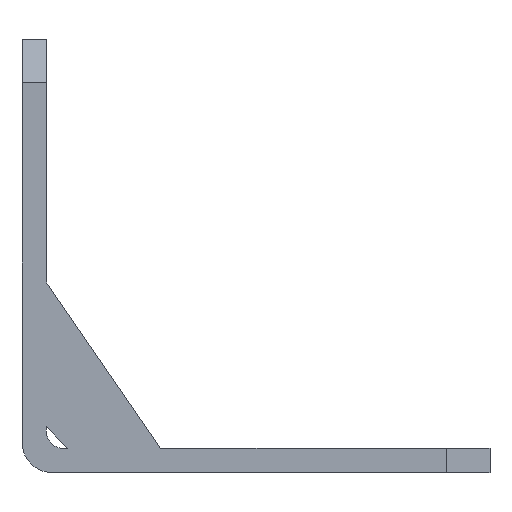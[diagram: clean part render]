
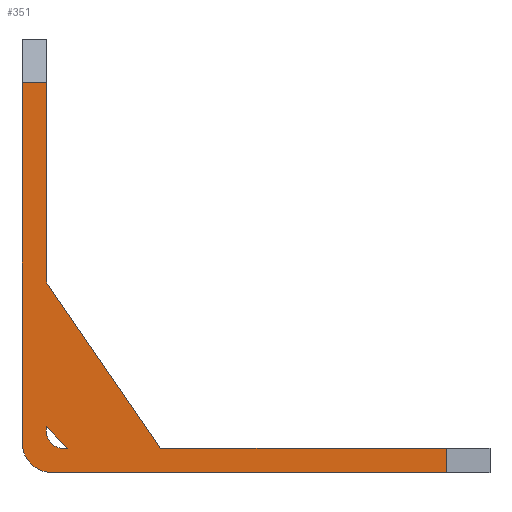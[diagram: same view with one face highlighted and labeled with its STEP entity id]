
A CAD part, left-side view. The second image highlights one B-rep face of the part: STEP entity #351.
In plain terms, the highlighted planar face has unit normal (-1, 0, 0).
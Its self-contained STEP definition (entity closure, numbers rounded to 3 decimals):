
#34 = ORIENTED_EDGE ( 'NONE', *, *, #356, .F. ) ;
#37 = VECTOR ( 'NONE', #375, 1000. ) ;
#76 = CARTESIAN_POINT ( 'NONE',  ( -25., -5.3, 2.8 ) ) ;
#85 = ORIENTED_EDGE ( 'NONE', *, *, #944, .F. ) ;
#87 = CARTESIAN_POINT ( 'NONE',  ( -25., -49., 2.8 ) ) ;
#98 = VERTEX_POINT ( 'NONE', #1084 ) ;
#105 = VERTEX_POINT ( 'NONE', #334 ) ;
#116 = CARTESIAN_POINT ( 'NONE',  ( -25., -2.8, 2.8 ) ) ;
#141 = CARTESIAN_POINT ( 'NONE',  ( -25., -4.8, 4.8 ) ) ;
#148 = CIRCLE ( 'NONE', #279, 3.5 ) ;
#170 = LINE ( 'NONE', #76, #744 ) ;
#171 = DIRECTION ( 'NONE',  ( 1., 0., 0. ) ) ;
#179 = CARTESIAN_POINT ( 'NONE',  ( -25., -3.5, 3.5 ) ) ;
#180 = VERTEX_POINT ( 'NONE', #454 ) ;
#183 = FACE_OUTER_BOUND ( 'NONE', #302, .T. ) ;
#186 = EDGE_CURVE ( 'NONE', #1354, #666, #1009, .T. ) ;
#187 = DIRECTION ( 'NONE',  ( 0., -1., 0. ) ) ;
#262 = VECTOR ( 'NONE', #924, 1000. ) ;
#266 = VERTEX_POINT ( 'NONE', #388 ) ;
#268 = CARTESIAN_POINT ( 'NONE',  ( -25., -2.8, 4.8 ) ) ;
#279 = AXIS2_PLACEMENT_3D ( 'NONE', #179, #703, #817 ) ;
#280 = CARTESIAN_POINT ( 'NONE',  ( -25., 0., 0. ) ) ;
#282 = CARTESIAN_POINT ( 'NONE',  ( -25., -2.8, 2.8 ) ) ;
#286 = DIRECTION ( 'NONE',  ( 0., 1., 0. ) ) ;
#290 = EDGE_CURVE ( 'NONE', #266, #329, #1038, .T. ) ;
#302 = EDGE_LOOP ( 'NONE', ( #85, #870, #1117, #601, #816, #613, #34, #850 ) ) ;
#329 = VERTEX_POINT ( 'NONE', #268 ) ;
#334 = CARTESIAN_POINT ( 'NONE',  ( -25., -2.8, 45. ) ) ;
#338 = LINE ( 'NONE', #755, #964 ) ;
#351 = ADVANCED_FACE ( 'NONE', ( #183, #921 ), #1334, .F. ) ;
#356 = EDGE_CURVE ( 'NONE', #1203, #978, #1338, .T. ) ;
#375 = DIRECTION ( 'NONE',  ( 0., 0., 1. ) ) ;
#376 = ORIENTED_EDGE ( 'NONE', *, *, #290, .F. ) ;
#388 = CARTESIAN_POINT ( 'NONE',  ( -25., -2.8, 5.3 ) ) ;
#407 = VECTOR ( 'NONE', #187, 1000. ) ;
#454 = CARTESIAN_POINT ( 'NONE',  ( -25., -5.3, 2.8 ) ) ;
#478 = DIRECTION ( 'NONE',  ( 0., 0., -1. ) ) ;
#479 = EDGE_LOOP ( 'NONE', ( #554, #620, #521, #376 ) ) ;
#500 = LINE ( 'NONE', #282, #407 ) ;
#513 = VECTOR ( 'NONE', #286, 1000. ) ;
#521 = ORIENTED_EDGE ( 'NONE', *, *, #1217, .T. ) ;
#554 = ORIENTED_EDGE ( 'NONE', *, *, #688, .T. ) ;
#556 = DIRECTION ( 'NONE',  ( 0., 0., -1. ) ) ;
#560 = VERTEX_POINT ( 'NONE', #1304 ) ;
#575 = AXIS2_PLACEMENT_3D ( 'NONE', #280, #171, #1329 ) ;
#584 = AXIS2_PLACEMENT_3D ( 'NONE', #141, #981, #776 ) ;
#594 = CARTESIAN_POINT ( 'NONE',  ( -25., -3.5, 0. ) ) ;
#601 = ORIENTED_EDGE ( 'NONE', *, *, #1343, .T. ) ;
#613 = ORIENTED_EDGE ( 'NONE', *, *, #985, .T. ) ;
#619 = CARTESIAN_POINT ( 'NONE',  ( -25., -2.8, 22. ) ) ;
#620 = ORIENTED_EDGE ( 'NONE', *, *, #1037, .F. ) ;
#646 = CARTESIAN_POINT ( 'NONE',  ( -25., -4.8, 2.8 ) ) ;
#658 = VECTOR ( 'NONE', #478, 1000. ) ;
#666 = VERTEX_POINT ( 'NONE', #619 ) ;
#667 = CARTESIAN_POINT ( 'NONE',  ( -25., -2.8, 22. ) ) ;
#688 = EDGE_CURVE ( 'NONE', #266, #180, #170, .T. ) ;
#694 = VERTEX_POINT ( 'NONE', #1159 ) ;
#703 = DIRECTION ( 'NONE',  ( -1., 0., 0. ) ) ;
#715 = EDGE_CURVE ( 'NONE', #694, #560, #904, .T. ) ;
#744 = VECTOR ( 'NONE', #1252, 1000. ) ;
#755 = CARTESIAN_POINT ( 'NONE',  ( -25., 0., 45. ) ) ;
#769 = CARTESIAN_POINT ( 'NONE',  ( -25., -2.8, 50. ) ) ;
#770 = VECTOR ( 'NONE', #865, 1000. ) ;
#776 = DIRECTION ( 'NONE',  ( 0., 0., -1. ) ) ;
#816 = ORIENTED_EDGE ( 'NONE', *, *, #715, .F. ) ;
#817 = DIRECTION ( 'NONE',  ( 0., 0., -1. ) ) ;
#832 = VECTOR ( 'NONE', #556, 1000. ) ;
#844 = LINE ( 'NONE', #116, #770 ) ;
#850 = ORIENTED_EDGE ( 'NONE', *, *, #903, .T. ) ;
#865 = DIRECTION ( 'NONE',  ( 0., -1., 0. ) ) ;
#870 = ORIENTED_EDGE ( 'NONE', *, *, #186, .T. ) ;
#903 = EDGE_CURVE ( 'NONE', #1203, #98, #1341, .T. ) ;
#904 = LINE ( 'NONE', #1332, #37 ) ;
#916 = VECTOR ( 'NONE', #1208, 1000. ) ;
#921 = FACE_BOUND ( 'NONE', #479, .T. ) ;
#924 = DIRECTION ( 'NONE',  ( 0., 0., 1. ) ) ;
#944 = EDGE_CURVE ( 'NONE', #1354, #98, #500, .T. ) ;
#964 = VECTOR ( 'NONE', #1320, 1000. ) ;
#978 = VERTEX_POINT ( 'NONE', #594 ) ;
#981 = DIRECTION ( 'NONE',  ( 1., 0., 0. ) ) ;
#985 = EDGE_CURVE ( 'NONE', #694, #978, #148, .T. ) ;
#1008 = VERTEX_POINT ( 'NONE', #646 ) ;
#1009 = LINE ( 'NONE', #667, #916 ) ;
#1010 = CARTESIAN_POINT ( 'NONE',  ( -25., -16., 2.8 ) ) ;
#1037 = EDGE_CURVE ( 'NONE', #1008, #180, #844, .T. ) ;
#1038 = LINE ( 'NONE', #1220, #658 ) ;
#1064 = CARTESIAN_POINT ( 'NONE',  ( -25., -49., 0. ) ) ;
#1084 = CARTESIAN_POINT ( 'NONE',  ( -25., -49., 2.8 ) ) ;
#1117 = ORIENTED_EDGE ( 'NONE', *, *, #1205, .F. ) ;
#1159 = CARTESIAN_POINT ( 'NONE',  ( -25., 0., 3.5 ) ) ;
#1200 = LINE ( 'NONE', #769, #832 ) ;
#1203 = VERTEX_POINT ( 'NONE', #1064 ) ;
#1205 = EDGE_CURVE ( 'NONE', #105, #666, #1200, .T. ) ;
#1208 = DIRECTION ( 'NONE',  ( 0., 0.567, 0.824 ) ) ;
#1217 = EDGE_CURVE ( 'NONE', #1008, #329, #1307, .T. ) ;
#1220 = CARTESIAN_POINT ( 'NONE',  ( -25., -2.8, 50. ) ) ;
#1240 = CARTESIAN_POINT ( 'NONE',  ( -25., -54., 0. ) ) ;
#1252 = DIRECTION ( 'NONE',  ( 0., -0.707, -0.707 ) ) ;
#1304 = CARTESIAN_POINT ( 'NONE',  ( -25., 0., 45. ) ) ;
#1307 = CIRCLE ( 'NONE', #584, 2. ) ;
#1320 = DIRECTION ( 'NONE',  ( 0., 1., 0. ) ) ;
#1329 = DIRECTION ( 'NONE',  ( 0., 0., -1. ) ) ;
#1332 = CARTESIAN_POINT ( 'NONE',  ( -25., 0., 0. ) ) ;
#1334 = PLANE ( 'NONE',  #575 ) ;
#1338 = LINE ( 'NONE', #1240, #513 ) ;
#1341 = LINE ( 'NONE', #87, #262 ) ;
#1343 = EDGE_CURVE ( 'NONE', #105, #560, #338, .T. ) ;
#1354 = VERTEX_POINT ( 'NONE', #1010 ) ;
